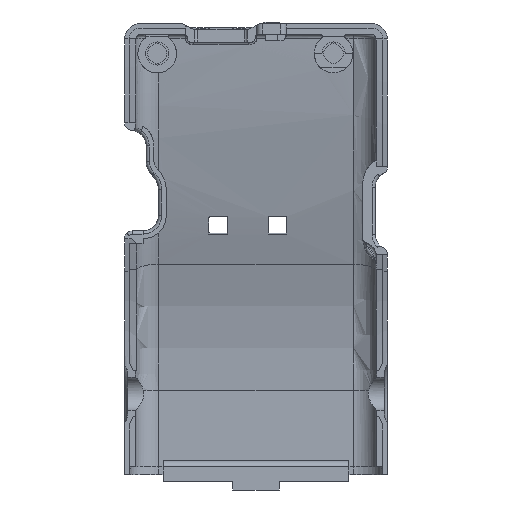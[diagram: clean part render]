
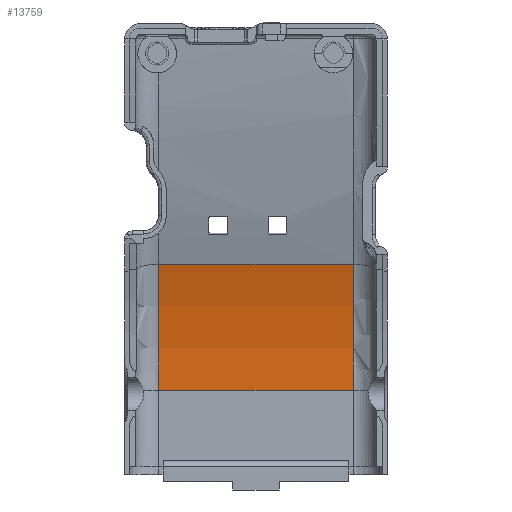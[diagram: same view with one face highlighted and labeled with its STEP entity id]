
A CAD part, front view. The second image highlights one B-rep face of the part: STEP entity #13759.
In plain terms, the highlighted cylindrical face has radius 69.266 mm (diameter 138.531 mm), a partial arc.
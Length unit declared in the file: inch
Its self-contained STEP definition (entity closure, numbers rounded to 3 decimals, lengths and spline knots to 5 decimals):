
#425 = AXIS2_PLACEMENT_3D ( 'NONE', #7833, #11138, #19079 ) ;
#433 = DIRECTION ( 'NONE',  ( 1., 0., 0. ) ) ;
#802 = CARTESIAN_POINT ( 'NONE',  ( -0.63125, 0.58, -2.26964 ) ) ;
#1818 = CARTESIAN_POINT ( 'NONE',  ( 0.63125, 0.455, -1.45347 ) ) ;
#2033 = DIRECTION ( 'NONE',  ( 0., 0., -1. ) ) ;
#2109 = DIRECTION ( 'NONE',  ( 0., 0., -1. ) ) ;
#2152 = ORIENTED_EDGE ( 'NONE', *, *, #7941, .F. ) ;
#2181 = AXIS2_PLACEMENT_3D ( 'NONE', #19869, #433, #2109 ) ;
#2387 = EDGE_CURVE ( 'NONE', #12161, #11625, #7464, .T. ) ;
#2533 = CARTESIAN_POINT ( 'NONE',  ( -0.84535, 0.455, -1.45347 ) ) ;
#2826 = ORIENTED_EDGE ( 'NONE', *, *, #2387, .T. ) ;
#4814 = ORIENTED_EDGE ( 'NONE', *, *, #19563, .F. ) ;
#5548 = DIRECTION ( 'NONE',  ( 1., 0., 0. ) ) ;
#7019 = VERTEX_POINT ( 'NONE', #1818 ) ;
#7464 = LINE ( 'NONE', #14744, #7981 ) ;
#7833 = CARTESIAN_POINT ( 'NONE',  ( 0.63125, -2.147, -2.26964 ) ) ;
#7941 = EDGE_CURVE ( 'NONE', #7019, #11625, #13412, .T. ) ;
#7963 = CIRCLE ( 'NONE', #2181, 2.727 ) ;
#7981 = VECTOR ( 'NONE', #8385, 39.37008 ) ;
#8385 = DIRECTION ( 'NONE',  ( 1., 0., 0. ) ) ;
#8660 = CYLINDRICAL_SURFACE ( 'NONE', #9432, 2.727 ) ;
#8849 = EDGE_LOOP ( 'NONE', ( #2826, #2152, #4814, #13058 ) ) ;
#9432 = AXIS2_PLACEMENT_3D ( 'NONE', #15106, #5548, #2033 ) ;
#9649 = FACE_OUTER_BOUND ( 'NONE', #8849, .T. ) ;
#11138 = DIRECTION ( 'NONE',  ( -1., 0., 0. ) ) ;
#11625 = VERTEX_POINT ( 'NONE', #16621 ) ;
#12161 = VERTEX_POINT ( 'NONE', #802 ) ;
#12819 = LINE ( 'NONE', #2533, #16642 ) ;
#13058 = ORIENTED_EDGE ( 'NONE', *, *, #20934, .F. ) ;
#13412 = CIRCLE ( 'NONE', #425, 2.727 ) ;
#13759 = ADVANCED_FACE ( 'NONE', ( #9649 ), #8660, .F. ) ;
#13837 = DIRECTION ( 'NONE',  ( 1., 0., 0. ) ) ;
#14744 = CARTESIAN_POINT ( 'NONE',  ( -0.84535, 0.58, -2.26964 ) ) ;
#15106 = CARTESIAN_POINT ( 'NONE',  ( -0.84535, -2.147, -2.26964 ) ) ;
#15222 = VERTEX_POINT ( 'NONE', #16127 ) ;
#16127 = CARTESIAN_POINT ( 'NONE',  ( -0.63125, 0.455, -1.45347 ) ) ;
#16621 = CARTESIAN_POINT ( 'NONE',  ( 0.63125, 0.58, -2.26964 ) ) ;
#16642 = VECTOR ( 'NONE', #13837, 39.37008 ) ;
#19079 = DIRECTION ( 'NONE',  ( 0., 0., 1. ) ) ;
#19563 = EDGE_CURVE ( 'NONE', #15222, #7019, #12819, .T. ) ;
#19869 = CARTESIAN_POINT ( 'NONE',  ( -0.63125, -2.147, -2.26964 ) ) ;
#20934 = EDGE_CURVE ( 'NONE', #12161, #15222, #7963, .T. ) ;
